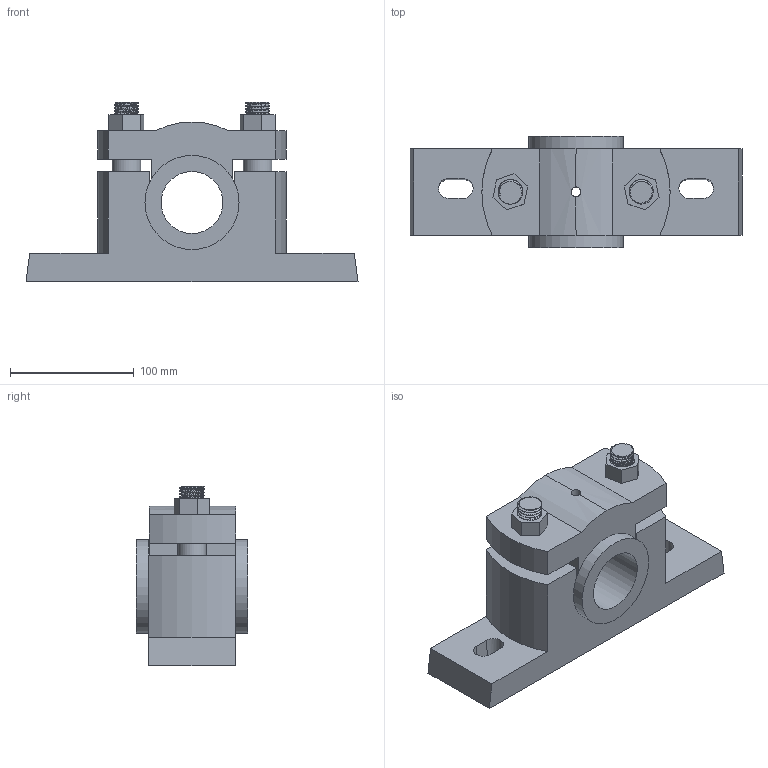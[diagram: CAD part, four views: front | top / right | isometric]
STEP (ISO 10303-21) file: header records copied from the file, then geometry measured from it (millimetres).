
FILE_DESCRIPTION(/* description */ (''),/* implementation_level */ '2;1');
FILE_NAME(/* name */ 'Plummer Block .step',/* time_stamp */ '2020-11-03T20:52:13+05:00',/* author */ (''),/* organization */ (''),/* preprocessor_version */ 'ST-DEVELOPER v18.1',/* originating_system */ 'Autodesk Translation Framework v9.3.0.1241',/* authorisation */ '');
FILE_SCHEMA (('AUTOMOTIVE_DESIGN { 1 0 10303 214 3 1 1 }'));
Length unit declared in the file: millimetre
Products named in the file (11): Plummer Block Final; Component1; Component2; Component4; Component10; Component5; Component6; Component7; Component8; Component9; Component11
Assembly tree (10 placements, depth 3):
  Plummer Block Final
    Component1
      Component2
    Component4
      Component10
    Component5
    Component6
    Component7
    Component8
    Component9
    Component11
Bounding box: 268 x 90 x 145.01 mm (x, y, z)
Volume: 1274540.3 mm3; surface area: 208863.2 mm2
Topology: 25 solids, 25 shells, 486 faces, 1253 edges, 840 vertices
Faces by surface type: bspline 243, cylinder 159, plane 84
Full cylindrical faces by diameter (mm): 8 x4, 16.938 x30, 19.791 x28, 20 x2, 20.293 x3, 23 x2, 28 x2, 50 x1, 60 x1, 76 x2
Entity records: 39009 total; most frequent: CARTESIAN_POINT 28743, ORIENTED_EDGE 2508, EDGE_CURVE 1254, DIRECTION 1192, VERTEX_POINT 841, B_SPLINE_CURVE_WITH_KNOTS 681, EDGE_LOOP 535, FACE_OUTER_BOUND 486
